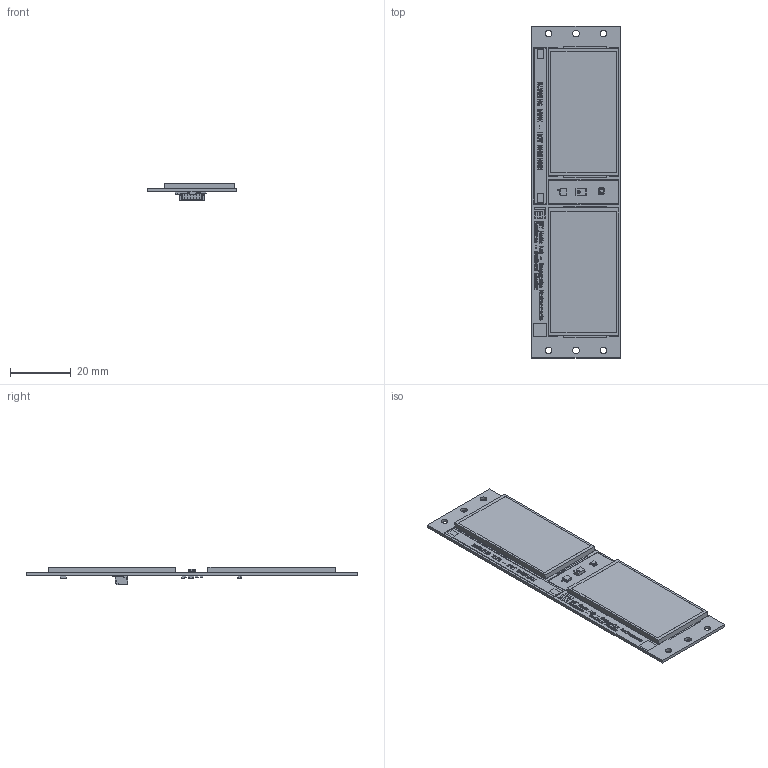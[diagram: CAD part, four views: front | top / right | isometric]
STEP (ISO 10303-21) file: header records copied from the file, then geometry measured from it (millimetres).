
FILE_DESCRIPTION(('FreeCAD Model'),'2;1');
FILE_NAME('Open CASCADE Shape Model','2023-05-31T22:27:13',('Author'),( ''),'Open CASCADE STEP processor 7.5','FreeCAD','Unknown');
FILE_SCHEMA(('AUTOMOTIVE_DESIGN { 1 0 10303 214 1 1 1 1 }'));
Length unit declared in the file: millimetre
Products named in the file (62): SIDE; Local_CS_b4b2; Board_Geoms_b4b2; Pcb_b4b2; PCB_Sketch_b4b2; topPads_b4b2_cut; botPads_b4b2; topSilks_87f0; Step_Models_b4b2; Top_b4b2; SC2_Part 1_4863a58bc153; U1_AS7341-DLGT026_a3ec2d07778a; AS7341-DLGT; AS7341-DLGT001; AS7341-DLGT002; AS7341-DLGT003; AS7341-DLGT004; AS7341-DLGT005; AS7341-DLGT006; AS7341-DLGT007; AS7341-DLGT008; AS7341-DLGT009; AS7341-DLGT010; AS7341-DLGT011; AS7341-DLGT012; AS7341-DLGT013; AS7341-DLGT014; AS7341-DLGT015; AS7341-DLGT016; AS7341-DLGT017; AS7341-DLGT018; AS7341-DLGT019; AS7341-DLGT020; AS7341-DLGT021; AS7341-DLGT022; AS7341-DLGT023; AS7341-DLGT024; AS7341-DLGT025; U2_SOT_563_8ebe2970b71a; IC1_VEML6038_927cb1b0c040 ...
Assembly tree (69 placements, depth 5):
  SIDE
    Local_CS_b4b2
    Board_Geoms_b4b2
      Pcb_b4b2
      PCB_Sketch_b4b2
      topPads_b4b2_cut
      botPads_b4b2
      topSilks_87f0
    Step_Models_b4b2
      Top_b4b2
        SC2_Part 1_4863a58bc153  x2
        U1_AS7341-DLGT026_a3ec2d07778a
          AS7341-DLGT
          AS7341-DLGT001
          AS7341-DLGT002
          AS7341-DLGT003
          AS7341-DLGT004
          AS7341-DLGT005
          AS7341-DLGT006
          AS7341-DLGT007
          AS7341-DLGT008
          AS7341-DLGT009
          AS7341-DLGT010
          AS7341-DLGT011
          AS7341-DLGT012
          AS7341-DLGT013
          AS7341-DLGT014
          AS7341-DLGT015
          AS7341-DLGT016
          AS7341-DLGT017
          AS7341-DLGT018
          AS7341-DLGT019
          AS7341-DLGT020
          AS7341-DLGT021
          AS7341-DLGT022
          AS7341-DLGT023
          AS7341-DLGT024
          AS7341-DLGT025
        U2_SOT_563_8ebe2970b71a
        IC1_VEML6038_927cb1b0c040
          VEML6030
          VEML6031
          VEML6032
          VEML6033
          VEML6034
          VEML6035
          VEML6036
          VEML6037
      Bot_b4b2
        R5_R_0603_1608Metric_20d752b8e786  x6
        C2_C_0603_1608Metric_8d6b961ed3ee  x2
        D1_D_0805_c4761f91ea4f  x2
        J4_SM06B-SRSS-TB(LF)(SN)009_3dbd0996a6e8
          SM06B-SRSS-TB(LF)(SN)
          SM06B-SRSS-TB(LF)(SN)001
          SM06B-SRSS-TB(LF)(SN)002
          SM06B-SRSS-TB(LF)(SN)003
          SM06B-SRSS-TB(LF)(SN)004
          SM06B-SRSS-TB(LF)(SN)005
          SM06B-SRSS-TB(LF)(SN)006
Bounding box: 29 x 109 x 5.76 mm (x, y, z)
Volume: 6703.9 mm3; surface area: 11656.1 mm2
Topology: 57 solids, 221 shells, 1309 faces, 8157 edges, 7144 vertices
Faces by surface type: plane 1110, cylinder 185, bspline 14
Full cylindrical faces by diameter (mm): 0.25 x1, 2.2 x6
Entity records: 76694 total; most frequent: CARTESIAN_POINT 16836, DIRECTION 10207, ORIENTED_EDGE 9978, EDGE_CURVE 7579, LINE 7213, VECTOR 7213, VERTEX_POINT 6758, AXIS2_PLACEMENT_3D 1497
